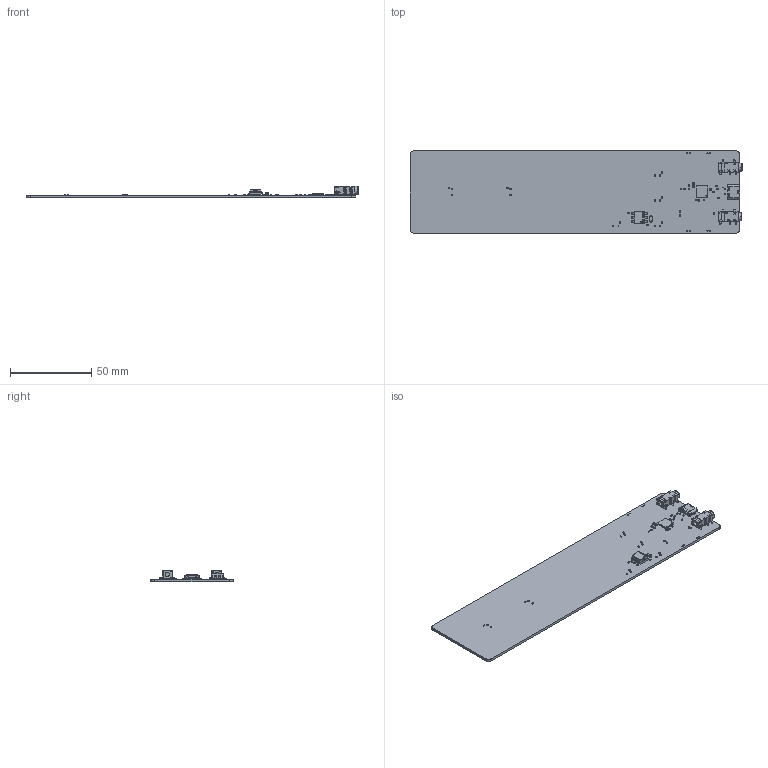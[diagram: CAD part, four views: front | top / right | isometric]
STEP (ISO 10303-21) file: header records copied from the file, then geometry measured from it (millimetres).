
FILE_DESCRIPTION(('KiCad electronic assembly'),'2;1');
FILE_NAME('ruler_0.2.step','2025-04-05T19:02:31',('Pcbnew'),('Kicad'), 'Open CASCADE STEP processor 7.7','KiCad to STEP converter','Unknown' );
FILE_SCHEMA(('AUTOMOTIVE_DESIGN { 1 0 10303 214 1 1 1 1 }'));
Length unit declared in the file: millimetre
Products named in the file (16): ruler_0.2 1; R_0402_1005Metric; D_SOD-123; D_SOD_123; C_0402_1005Metric; SMD-6_L7.3-W6.5-H3.6-LS10.16-P2.54; AUDIO-SMD_PJ-327A5JJ; QFN-56-1EP_7x7mm_P0.4mm_EP3.2x3.2mm; QFN_56_1EP_7x7mm_P04mm_EP32x32mm; USB-C-SMD_TYPE-C-6PIN-2MD-073; ruler_0.2_PCB
Assembly tree (60 placements, depth 3):
  ruler_0.2 1
    R_0402_1005Metric  x24
      R_0402_1005Metric
    D_SOD-123
      D_SOD_123
    C_0402_1005Metric  x22
      C_0402_1005Metric
    SMD-6_L7.3-W6.5-H3.6-LS10.16-P2.54
      SMD-6_L7.3-W6.5-H3.6-LS10.16-P2.54
    AUDIO-SMD_PJ-327A5JJ  x2
      AUDIO-SMD_PJ-327A5JJ
    QFN-56-1EP_7x7mm_P0.4mm_EP3.2x3.2mm
      QFN_56_1EP_7x7mm_P04mm_EP32x32mm
    USB-C-SMD_TYPE-C-6PIN-2MD-073
      USB-C-SMD_TYPE-C-6PIN-2MD-073
    ruler_0.2_PCB
Bounding box: 204.57 x 50.8 x 6.98 mm (x, y, z)
Volume: 17440.8 mm3; surface area: 23638.5 mm2
Topology: 67 solids, 67 shells, 3566 faces, 9648 edges, 6326 vertices
Faces by surface type: plane 2369, cylinder 729, bspline 434, cone 12, sphere 10, revolution 8, torus 4
Full cylindrical faces by diameter (mm): 0.4 x1, 0.7 x10, 1.1 x4
Entity records: 73981 total; most frequent: CARTESIAN_POINT 15774, ORIENTED_EDGE 10580, DIRECTION 8368, EDGE_CURVE 5290, LINE 4116, VECTOR 4116, VERTEX_POINT 3456, AXIS2_PLACEMENT_3D 2124
